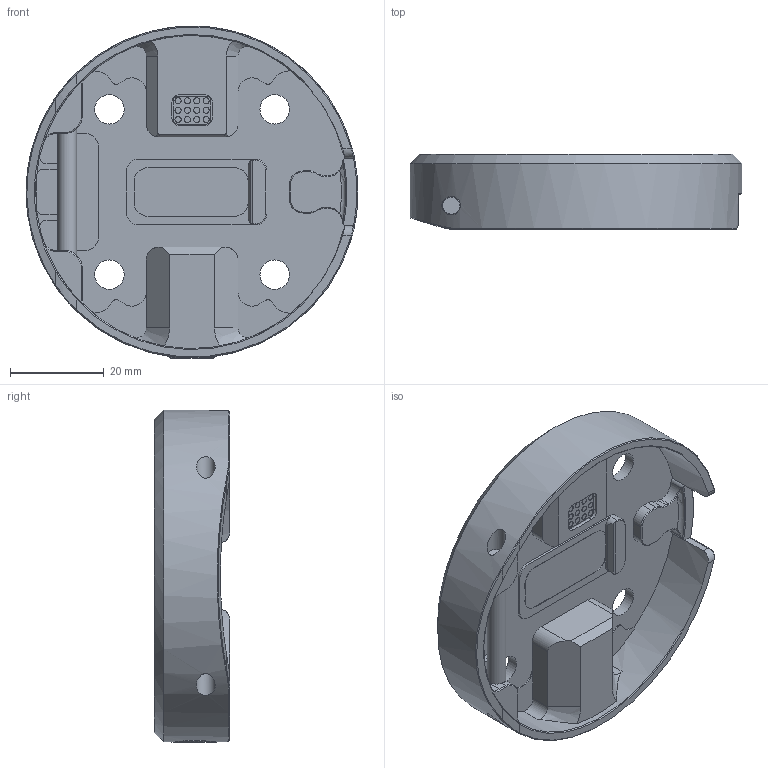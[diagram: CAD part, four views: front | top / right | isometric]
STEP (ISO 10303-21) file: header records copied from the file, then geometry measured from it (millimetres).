
FILE_DESCRIPTION (( 'STEP AP214' ), '1' );
FILE_NAME ('eQC Robot Side.STEP', '2019-08-06T07:05:45', ( '' ), ( '' ), 'SwSTEP 2.0', 'SolidWorks 2019', '' );
FILE_SCHEMA (( 'AUTOMOTIVE_DESIGN' ));
Length unit declared in the file: millimetre
Products named in the file (7): 101396; 100022; 102010; 102697; 102689; 100722; eQC Robot Side
Assembly tree (5 placements, depth 2):
  100722
  eQC Robot Side
    102697
    100022
    101396
    102010
    102689
Bounding box: 70.97 x 16.1 x 71 mm (x, y, z)
Volume: 21964.7 mm3; surface area: 21693 mm2
Topology: 5 solids, 5 shells, 475 faces, 1210 edges, 789 vertices
Faces by surface type: plane 198, cylinder 165, bspline 63, cone 48, torus 1
Full cylindrical faces by diameter (mm): 0.6 x6, 0.7 x8, 1.3 x12, 2.5 x2, 3.97 x1, 4 x3, 4.03 x1, 6 x1, 6.3 x4, 6.6 x1, 7 x1, 8 x1, 8.1 x1, 9.7 x1, 9.8 x1, 63 x1, 71 x1
Entity records: 18123 total; most frequent: CARTESIAN_POINT 6552, ORIENTED_EDGE 2236, DIRECTION 2159, EDGE_CURVE 1118, AXIS2_PLACEMENT_3D 806, VERTEX_POINT 762, EDGE_LOOP 602, VECTOR 547
